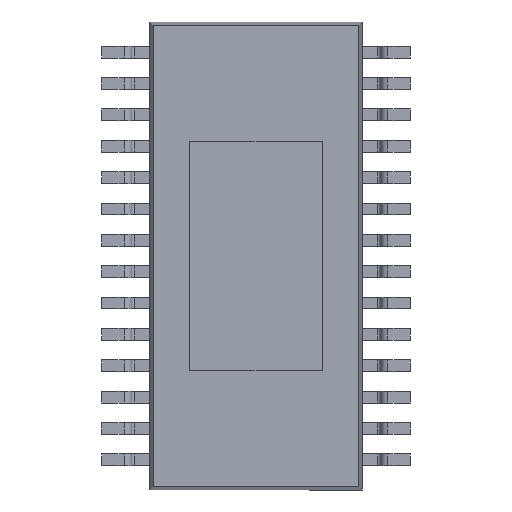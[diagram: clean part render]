
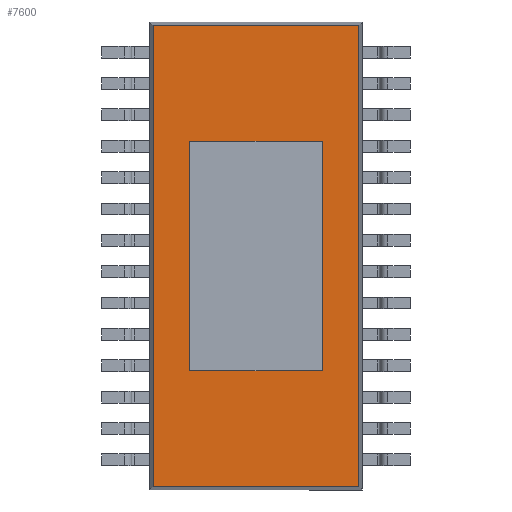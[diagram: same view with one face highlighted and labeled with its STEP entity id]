
A CAD part, front view. The second image highlights one B-rep face of the part: STEP entity #7600.
In plain terms, the highlighted planar face has unit normal (0, -1, 0).
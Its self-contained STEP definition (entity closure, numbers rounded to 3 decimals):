
#2=VECTOR ( 'NONE', #13, 1000. );
#13=DIRECTION ( 'NONE',  ( 0., 0., -1. ) );
#28=DIRECTION ( 'NONE',  ( 0., 0., -1. ) );
#97=CARTESIAN_POINT ( 'NONE',  ( -1.37, 0.12, -2.375 ) );
#118=DIRECTION ( 'NONE',  ( 0., -1., 0. ) );
#160=DIRECTION ( 'NONE',  ( 0., 0., 1. ) );
#536=FACE_OUTER_BOUND ( 'NONE', #6680, .T. );
#688=LINE ( 'NONE', #6090, #6592 );
#772=VECTOR ( 'NONE', #5186, 1000. );
#824=ORIENTED_EDGE ( 'NONE', *, *, #2347, .T. );
#969=LINE ( 'NONE', #1933, #772 );
#1138=ORIENTED_EDGE ( 'NONE', *, *, #4443, .T. );
#1158=VERTEX_POINT ( 'NONE', #1160 );
#1160=CARTESIAN_POINT ( 'NONE',  ( -1.37, 0.12, 2.375 ) );
#1321=VERTEX_POINT ( 'NONE', #4112 );
#1328=ORIENTED_EDGE ( 'NONE', *, *, #6788, .F. );
#1645=VECTOR ( 'NONE', #160, 1000. );
#1688=EDGE_CURVE ( 'NONE', #1321, #1158, #3536, .T. );
#1826=VERTEX_POINT ( 'NONE', #2473 );
#1827=EDGE_CURVE ( 'NONE', #3397, #3679, #969, .T. );
#1831=VECTOR ( 'NONE', #7113, 1000. );
#1870=CARTESIAN_POINT ( 'NONE',  ( 2.132, 0.12, -4.782 ) );
#1924=VERTEX_POINT ( 'NONE', #3355 );
#1933=CARTESIAN_POINT ( 'NONE',  ( 1.37, 0.12, -2.375 ) );
#1948=LINE ( 'NONE', #6490, #5748 );
#2166=VERTEX_POINT ( 'NONE', #2396 );
#2347=EDGE_CURVE ( 'NONE', #1826, #2558, #3658, .T. );
#2358=DIRECTION ( 'NONE',  ( -1., 0., 0. ) );
#2396=CARTESIAN_POINT ( 'NONE',  ( -2.132, 0.12, 4.782 ) );
#2430=VECTOR ( 'NONE', #4222, 1000. );
#2473=CARTESIAN_POINT ( 'NONE',  ( -2.132, 0.12, -4.782 ) );
#2558=VERTEX_POINT ( 'NONE', #1870 );
#2565=DIRECTION ( 'NONE',  ( 0., 0., 1. ) );
#3063=LINE ( 'NONE', #1933, #1645 );
#3086=CARTESIAN_POINT ( 'NONE',  ( 0., 0.12, 0. ) );
#3175=ORIENTED_EDGE ( 'NONE', *, *, #6406, .T. );
#3242=AXIS2_PLACEMENT_3D ( 'NONE', #3086, #118, #28 );
#3355=CARTESIAN_POINT ( 'NONE',  ( 2.132, 0.12, 4.782 ) );
#3373=LINE ( 'NONE', #4490, #7370 );
#3397=VERTEX_POINT ( 'NONE', #97 );
#3536=LINE ( 'NONE', #4112, #2430 );
#3549=EDGE_CURVE ( 'NONE', #1158, #3397, #4642, .T. );
#3658=LINE ( 'NONE', #7720, #1831 );
#3679=VERTEX_POINT ( 'NONE', #1933 );
#4023=ORIENTED_EDGE ( 'NONE', *, *, #7979, .T. );
#4042=ORIENTED_EDGE ( 'NONE', *, *, #1688, .F. );
#4112=CARTESIAN_POINT ( 'NONE',  ( 1.37, 0.12, 2.375 ) );
#4189=FACE_BOUND ( 'NONE', #5981, .T. );
#4222=DIRECTION ( 'NONE',  ( -1., 0., 0. ) );
#4443=EDGE_CURVE ( 'NONE', #1924, #2166, #3373, .T. );
#4490=CARTESIAN_POINT ( 'NONE',  ( 2.2, 0.12, 4.782 ) );
#4642=LINE ( 'NONE', #97, #2 );
#5186=DIRECTION ( 'NONE',  ( 1., 0., 0. ) );
#5247=ORIENTED_EDGE ( 'NONE', *, *, #3549, .F. );
#5416=DIRECTION ( 'NONE',  ( 0., 0., -1. ) );
#5748=VECTOR ( 'NONE', #2565, 1000. );
#5981=EDGE_LOOP ( 'NONE', ( #5247, #4042, #1328, #6070 ) );
#6070=ORIENTED_EDGE ( 'NONE', *, *, #1827, .F. );
#6090=CARTESIAN_POINT ( 'NONE',  ( -2.132, 0.12, 4.85 ) );
#6103=PLANE ( 'NONE',  #3242 );
#6406=EDGE_CURVE ( 'NONE', #2166, #1826, #688, .T. );
#6490=CARTESIAN_POINT ( 'NONE',  ( 2.132, 0.12, -4.85 ) );
#6592=VECTOR ( 'NONE', #5416, 1000. );
#6680=EDGE_LOOP ( 'NONE', ( #824, #4023, #1138, #3175 ) );
#6788=EDGE_CURVE ( 'NONE', #3679, #1321, #3063, .T. );
#7113=DIRECTION ( 'NONE',  ( 1., 0., 0. ) );
#7370=VECTOR ( 'NONE', #2358, 1000. );
#7600=ADVANCED_FACE ( 'NONE', ( #4189, #536 ), #6103, .T. );
#7720=CARTESIAN_POINT ( 'NONE',  ( -2.2, 0.12, -4.782 ) );
#7979=EDGE_CURVE ( 'NONE', #2558, #1924, #1948, .T. );
